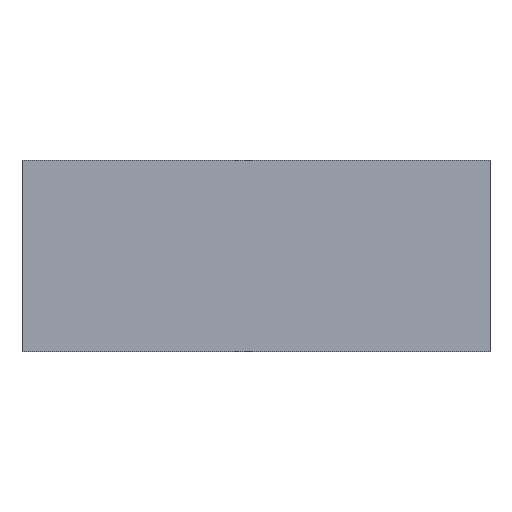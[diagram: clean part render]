
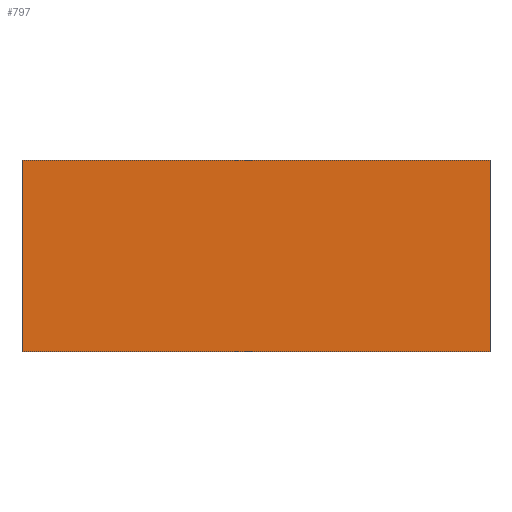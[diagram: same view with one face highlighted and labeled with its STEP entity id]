
A CAD part, top view. The second image highlights one B-rep face of the part: STEP entity #797.
In plain terms, the highlighted planar face has unit normal (0, 0, 1).
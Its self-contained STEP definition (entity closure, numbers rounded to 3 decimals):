
#797=ADVANCED_FACE($,(#1121),#4221,.T.);
#1121=FACE_OUTER_BOUND($,#1445,.T.);
#1445=EDGE_LOOP($,(#1828,#1829,#1830,#1831));
#1828=ORIENTED_EDGE($,*,*,#3151,.F.);
#1829=ORIENTED_EDGE($,*,*,#3150,.F.);
#1830=ORIENTED_EDGE($,*,*,#3149,.F.);
#1831=ORIENTED_EDGE($,*,*,#3148,.F.);
#3148=EDGE_CURVE($,#3810,#3811,#4322,.T.);
#3149=EDGE_CURVE($,#3811,#3812,#4323,.T.);
#3150=EDGE_CURVE($,#3812,#3813,#4324,.T.);
#3151=EDGE_CURVE($,#3813,#3810,#4325,.T.);
#3810=VERTEX_POINT($,#4894);
#3811=VERTEX_POINT($,#4895);
#3812=VERTEX_POINT($,#4896);
#3813=VERTEX_POINT($,#4897);
#4221=PLANE($,#4611);
#4322=B_SPLINE_CURVE_WITH_KNOTS($,1,(#4820,#4821),.UNSPECIFIED.,.F.,.F.,
(2,2),(0.,900.),.UNSPECIFIED.);
#4323=B_SPLINE_CURVE_WITH_KNOTS($,1,(#4822,#4823),.UNSPECIFIED.,.F.,.F.,
(2,2),(0.,2200.),.UNSPECIFIED.);
#4324=B_SPLINE_CURVE_WITH_KNOTS($,1,(#4824,#4825),.UNSPECIFIED.,.F.,.F.,
(2,2),(0.,900.),.UNSPECIFIED.);
#4325=B_SPLINE_CURVE_WITH_KNOTS($,1,(#4826,#4827),.UNSPECIFIED.,.F.,.F.,
(2,2),(0.,2200.),.UNSPECIFIED.);
#4611=AXIS2_PLACEMENT_3D($,#4873,#4716,$);
#4716=DIRECTION($,(0.,0.,1.));
#4820=CARTESIAN_POINT($,(-200.,0.,714.));
#4821=CARTESIAN_POINT($,(-200.,900.,714.));
#4822=CARTESIAN_POINT($,(-200.,900.,714.));
#4823=CARTESIAN_POINT($,(2000.,900.,714.));
#4824=CARTESIAN_POINT($,(2000.,900.,714.));
#4825=CARTESIAN_POINT($,(2000.,0.,714.));
#4826=CARTESIAN_POINT($,(2000.,0.,714.));
#4827=CARTESIAN_POINT($,(-200.,0.,714.));
#4873=CARTESIAN_POINT($,(-200.,0.,714.));
#4894=CARTESIAN_POINT($,(-200.,0.,714.));
#4895=CARTESIAN_POINT($,(-200.,900.,714.));
#4896=CARTESIAN_POINT($,(2000.,900.,714.));
#4897=CARTESIAN_POINT($,(2000.,0.,714.));
